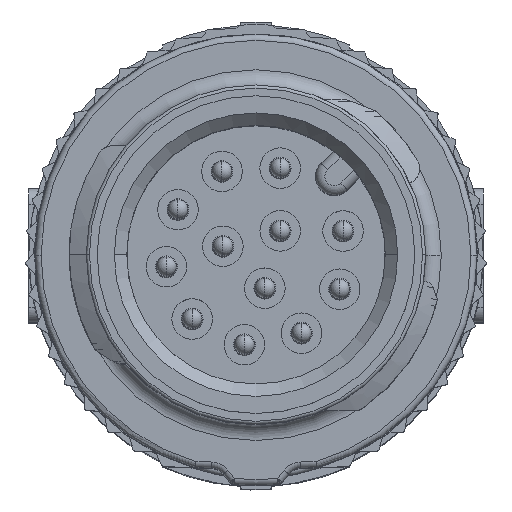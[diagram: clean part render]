
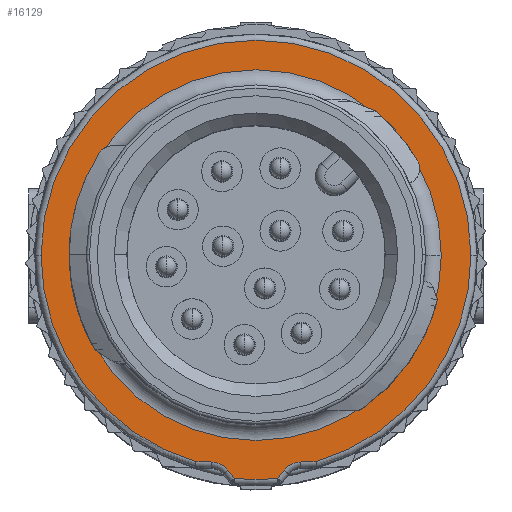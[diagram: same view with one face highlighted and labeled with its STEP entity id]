
A CAD part, top view. The second image highlights one B-rep face of the part: STEP entity #16129.
In plain terms, the highlighted planar face has unit normal (0, 0, 1).
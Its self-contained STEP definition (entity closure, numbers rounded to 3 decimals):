
#1112=DIRECTION('',(0.999,0.035,0.));
#1113=VECTOR('',#1112,0.51);
#1114=CARTESIAN_POINT('',(1.421,-6.642,0.));
#1115=LINE('',#1114,#1113);
#1119=CARTESIAN_POINT('',(1.445,-7.342,0.));
#1120=DIRECTION('',(0.,0.,-1.));
#1121=DIRECTION('',(-0.777,0.629,0.));
#1122=AXIS2_PLACEMENT_3D('',#1119,#1120,#1121);
#1127=DIRECTION('',(0.629,0.777,0.));
#1128=VECTOR('',#1127,0.342);
#1129=CARTESIAN_POINT('',(0.686,-7.167,0.));
#1130=LINE('',#1129,#1128);
#1134=CARTESIAN_POINT('',(0.,0.,0.));
#1135=DIRECTION('',(0.,0.,1.));
#1136=DIRECTION('',(-0.095,-0.995,0.));
#1137=AXIS2_PLACEMENT_3D('',#1134,#1135,#1136);
#1142=DIRECTION('',(0.629,-0.777,0.));
#1143=VECTOR('',#1142,0.342);
#1144=CARTESIAN_POINT('',(-0.901,-6.901,0.));
#1145=LINE('',#1144,#1143);
#1149=CARTESIAN_POINT('',(-1.445,-7.342,0.));
#1150=DIRECTION('',(0.,0.,-1.));
#1151=DIRECTION('',(0.035,0.999,0.));
#1152=AXIS2_PLACEMENT_3D('',#1149,#1150,#1151);
#1157=DIRECTION('',(0.999,-0.035,0.));
#1158=VECTOR('',#1157,0.51);
#1159=CARTESIAN_POINT('',(-1.931,-6.624,0.));
#1160=LINE('',#1159,#1158);
#1164=CARTESIAN_POINT('',(0.,0.,0.));
#1165=DIRECTION('',(0.,0.,1.));
#1166=DIRECTION('',(-1.,0.,0.));
#1167=AXIS2_PLACEMENT_3D('',#1164,#1165,#1166);
#1172=CARTESIAN_POINT('',(0.,0.,0.));
#1173=DIRECTION('',(0.,0.,1.));
#1174=DIRECTION('',(1.,0.,0.));
#1175=AXIS2_PLACEMENT_3D('',#1172,#1173,#1174);
#1180=CARTESIAN_POINT('',(0.,0.,0.));
#1181=DIRECTION('',(0.,0.,1.));
#1182=DIRECTION('',(0.28,-0.96,0.));
#1183=AXIS2_PLACEMENT_3D('',#1180,#1181,#1182);
#1188=CARTESIAN_POINT('',(0.,0.,0.));
#1189=DIRECTION('',(0.,0.,-1.));
#1190=DIRECTION('',(0.,1.,0.));
#1191=AXIS2_PLACEMENT_3D('',#1188,#1189,#1190);
#1196=CARTESIAN_POINT('',(0.,0.,0.));
#1197=DIRECTION('',(0.,0.,-1.));
#1198=DIRECTION('',(-1.,0.,0.));
#1199=AXIS2_PLACEMENT_3D('',#1196,#1197,#1198);
#1204=CARTESIAN_POINT('',(0.,0.,0.));
#1205=DIRECTION('',(0.,0.,-1.));
#1206=DIRECTION('',(1.,0.,0.));
#1207=AXIS2_PLACEMENT_3D('',#1204,#1205,#1206);
#13553=CARTESIAN_POINT('',(5.95,0.,0.));
#13554=VERTEX_POINT('',#13553);
#13557=CARTESIAN_POINT('',(-5.95,0.,0.));
#13558=VERTEX_POINT('',#13557);
#13559=CARTESIAN_POINT('',(0.,5.95,0.));
#13560=VERTEX_POINT('',#13559);
#13561=CARTESIAN_POINT('',(0.901,-6.901,0.));
#13562=CARTESIAN_POINT('',(1.421,-6.642,0.));
#13563=VERTEX_POINT('',#13561);
#13564=VERTEX_POINT('',#13562);
#13565=CARTESIAN_POINT('',(0.686,-7.167,0.));
#13566=VERTEX_POINT('',#13565);
#13567=CARTESIAN_POINT('',(-0.686,-7.167,0.));
#13568=VERTEX_POINT('',#13567);
#13569=CARTESIAN_POINT('',(-0.901,-6.901,0.));
#13570=VERTEX_POINT('',#13569);
#13571=CARTESIAN_POINT('',(-1.421,-6.642,0.));
#13572=VERTEX_POINT('',#13571);
#13573=CARTESIAN_POINT('',(-1.931,-6.624,0.));
#13574=VERTEX_POINT('',#13573);
#13575=CARTESIAN_POINT('',(-6.9,0.,0.));
#13576=VERTEX_POINT('',#13575);
#13577=CARTESIAN_POINT('',(6.9,0.,0.));
#13578=VERTEX_POINT('',#13577);
#13579=CARTESIAN_POINT('',(1.931,-6.624,0.));
#13580=VERTEX_POINT('',#13579);
#16097=CARTESIAN_POINT('',(0.,0.,0.));
#16098=DIRECTION('',(0.,0.,-1.));
#16099=DIRECTION('',(0.,-1.,0.));
#16100=AXIS2_PLACEMENT_3D('',#16097,#16098,#16099);
#16101=PLANE('',#16100);
#16103=ORIENTED_EDGE('',*,*,#16102,.F.);
#16105=ORIENTED_EDGE('',*,*,#16104,.F.);
#16107=ORIENTED_EDGE('',*,*,#16106,.F.);
#16109=ORIENTED_EDGE('',*,*,#16108,.F.);
#16111=ORIENTED_EDGE('',*,*,#16110,.F.);
#16113=ORIENTED_EDGE('',*,*,#16112,.F.);
#16115=ORIENTED_EDGE('',*,*,#16114,.F.);
#16117=ORIENTED_EDGE('',*,*,#16116,.F.);
#16119=ORIENTED_EDGE('',*,*,#16118,.F.);
#16121=ORIENTED_EDGE('',*,*,#16120,.F.);
#16122=EDGE_LOOP('',(#16103,#16105,#16107,#16109,#16111,#16113,#16115,#16117,
#16119,#16121));
#16123=FACE_OUTER_BOUND('',#16122,.F.);
#16124=ORIENTED_EDGE('',*,*,#16073,.F.);
#16125=ORIENTED_EDGE('',*,*,#16080,.F.);
#16126=ORIENTED_EDGE('',*,*,#16047,.F.);
#16127=EDGE_LOOP('',(#16124,#16125,#16126));
#16128=FACE_BOUND('',#16127,.F.);
#16129=ADVANCED_FACE('',(#16123,#16128),#16101,.F.);
#1123=CIRCLE('',#1122,0.7);
#1138=CIRCLE('',#1137,7.2);
#1153=CIRCLE('',#1152,0.7);
#1168=CIRCLE('',#1167,6.9);
#1176=CIRCLE('',#1175,6.9);
#1184=CIRCLE('',#1183,6.9);
#1192=CIRCLE('',#1191,5.95);
#1200=CIRCLE('',#1199,5.95);
#1208=CIRCLE('',#1207,5.95);
#16047=EDGE_CURVE('',#13554,#13558,#1208,.T.);
#16073=EDGE_CURVE('',#13560,#13554,#1192,.T.);
#16080=EDGE_CURVE('',#13558,#13560,#1200,.T.);
#16102=EDGE_CURVE('',#13564,#13580,#1115,.T.);
#16104=EDGE_CURVE('',#13563,#13564,#1123,.T.);
#16106=EDGE_CURVE('',#13566,#13563,#1130,.T.);
#16108=EDGE_CURVE('',#13568,#13566,#1138,.T.);
#16110=EDGE_CURVE('',#13570,#13568,#1145,.T.);
#16112=EDGE_CURVE('',#13572,#13570,#1153,.T.);
#16114=EDGE_CURVE('',#13574,#13572,#1160,.T.);
#16116=EDGE_CURVE('',#13576,#13574,#1168,.T.);
#16118=EDGE_CURVE('',#13578,#13576,#1176,.T.);
#16120=EDGE_CURVE('',#13580,#13578,#1184,.T.);
